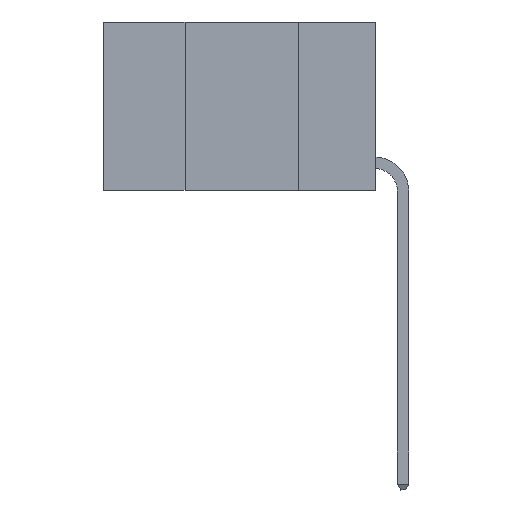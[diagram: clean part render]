
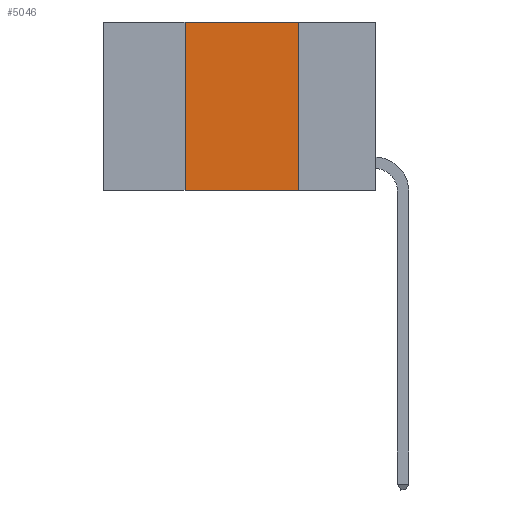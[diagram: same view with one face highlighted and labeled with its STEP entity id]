
A CAD part, left-side view. The second image highlights one B-rep face of the part: STEP entity #5046.
In plain terms, the highlighted planar face has unit normal (-1, 0, 0).
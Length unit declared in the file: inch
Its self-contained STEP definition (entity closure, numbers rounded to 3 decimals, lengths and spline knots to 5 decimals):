
#1340 = CARTESIAN_POINT ( 'NONE',  ( 0., 0.6, 0. ) ) ;
#1651 = EDGE_CURVE ( 'NONE', #5052, #26027, #19330, .T. ) ;
#1783 = EDGE_CURVE ( 'NONE', #5052, #22121, #5033, .T. ) ;
#4928 = VECTOR ( 'NONE', #21757, 39.37008 ) ;
#5033 = LINE ( 'NONE', #11466, #13677 ) ;
#5046 = ADVANCED_FACE ( 'NONE', ( #17028 ), #27438, .F. ) ;
#5052 = VERTEX_POINT ( 'NONE', #25874 ) ;
#6333 = LINE ( 'NONE', #26460, #4928 ) ;
#7705 = ORIENTED_EDGE ( 'NONE', *, *, #1783, .F. ) ;
#7862 = DIRECTION ( 'NONE',  ( 0., 0., 1. ) ) ;
#8656 = DIRECTION ( 'NONE',  ( 0., 0., -1. ) ) ;
#8704 = EDGE_CURVE ( 'NONE', #21654, #26027, #15382, .T. ) ;
#9071 = EDGE_CURVE ( 'NONE', #22121, #21654, #6333, .T. ) ;
#10218 = EDGE_LOOP ( 'NONE', ( #23056, #26006, #7705, #20112 ) ) ;
#11466 = CARTESIAN_POINT ( 'NONE',  ( 0., 0.42, 0. ) ) ;
#11694 = AXIS2_PLACEMENT_3D ( 'NONE', #1340, #16600, #16878 ) ;
#13380 = CARTESIAN_POINT ( 'NONE',  ( 0., 0.17, 0. ) ) ;
#13677 = VECTOR ( 'NONE', #7862, 39.37008 ) ;
#14026 = CARTESIAN_POINT ( 'NONE',  ( 0., 0.6, -0.37 ) ) ;
#15028 = CARTESIAN_POINT ( 'NONE',  ( 0., 0.42, 0. ) ) ;
#15382 = LINE ( 'NONE', #13380, #23410 ) ;
#15492 = VECTOR ( 'NONE', #22443, 39.37008 ) ;
#16600 = DIRECTION ( 'NONE',  ( 1., 0., 0. ) ) ;
#16878 = DIRECTION ( 'NONE',  ( 0., 0., -1. ) ) ;
#17028 = FACE_OUTER_BOUND ( 'NONE', #10218, .T. ) ;
#17589 = CARTESIAN_POINT ( 'NONE',  ( 0., 0.17, -0.37 ) ) ;
#19330 = LINE ( 'NONE', #14026, #15492 ) ;
#20112 = ORIENTED_EDGE ( 'NONE', *, *, #1651, .T. ) ;
#21654 = VERTEX_POINT ( 'NONE', #24200 ) ;
#21757 = DIRECTION ( 'NONE',  ( 0., -1., 0. ) ) ;
#22121 = VERTEX_POINT ( 'NONE', #15028 ) ;
#22443 = DIRECTION ( 'NONE',  ( 0., -1., 0. ) ) ;
#23056 = ORIENTED_EDGE ( 'NONE', *, *, #8704, .F. ) ;
#23410 = VECTOR ( 'NONE', #8656, 39.37008 ) ;
#24200 = CARTESIAN_POINT ( 'NONE',  ( 0., 0.17, 0. ) ) ;
#25874 = CARTESIAN_POINT ( 'NONE',  ( 0., 0.42, -0.37 ) ) ;
#26006 = ORIENTED_EDGE ( 'NONE', *, *, #9071, .F. ) ;
#26027 = VERTEX_POINT ( 'NONE', #17589 ) ;
#26460 = CARTESIAN_POINT ( 'NONE',  ( 0., 0.6, 0. ) ) ;
#27438 = PLANE ( 'NONE',  #11694 ) ;
